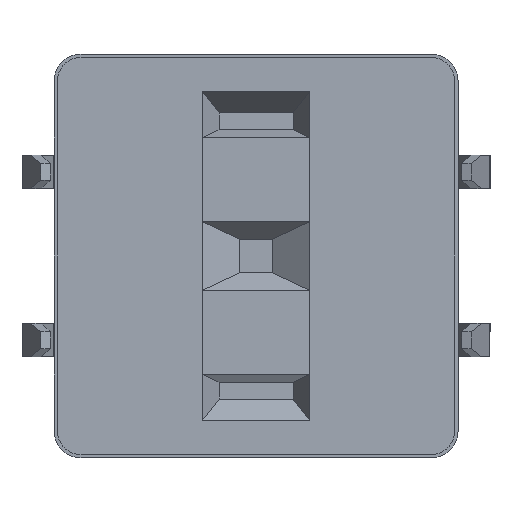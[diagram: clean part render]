
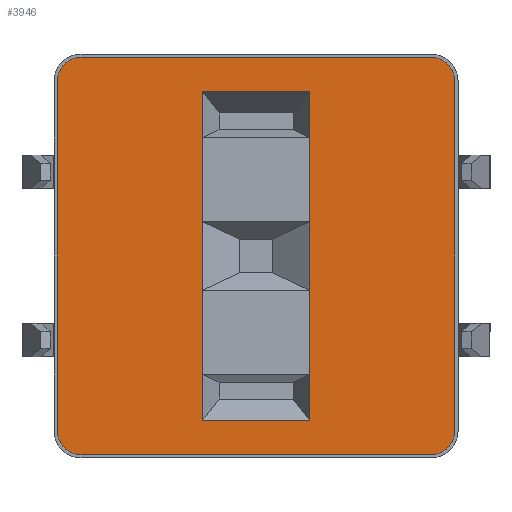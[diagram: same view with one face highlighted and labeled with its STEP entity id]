
A CAD part, front view. The second image highlights one B-rep face of the part: STEP entity #3946.
In plain terms, the highlighted planar face has unit normal (0, -1, 0).
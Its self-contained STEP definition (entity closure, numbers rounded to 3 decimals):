
#239=FACE_BOUND('',#726,.T.);
#317=CIRCLE('',#4267,0.7);
#318=CIRCLE('',#4270,0.7);
#319=CIRCLE('',#4273,0.7);
#320=CIRCLE('',#4276,0.7);
#483=FACE_OUTER_BOUND('',#725,.T.);
#725=EDGE_LOOP('',(#2994,#2995,#2996,#2997,#2998,#2999,#3000,#3001));
#726=EDGE_LOOP('',(#3002,#3003,#3004,#3005));
#1041=LINE('',#6044,#1467);
#1044=LINE('',#6052,#1470);
#1047=LINE('',#6060,#1473);
#1050=LINE('',#6067,#1476);
#1051=LINE('',#6071,#1477);
#1052=LINE('',#6073,#1478);
#1053=LINE('',#6075,#1479);
#1054=LINE('',#6076,#1480);
#1467=VECTOR('',#4891,1000.);
#1470=VECTOR('',#4900,1000.);
#1473=VECTOR('',#4909,1000.);
#1476=VECTOR('',#4918,1000.);
#1477=VECTOR('',#4921,1000.);
#1478=VECTOR('',#4922,1000.);
#1479=VECTOR('',#4923,1000.);
#1480=VECTOR('',#4924,1000.);
#1907=VERTEX_POINT('',#6037);
#1908=VERTEX_POINT('',#6038);
#1909=VERTEX_POINT('',#6043);
#1910=VERTEX_POINT('',#6047);
#1911=VERTEX_POINT('',#6051);
#1912=VERTEX_POINT('',#6055);
#1913=VERTEX_POINT('',#6059);
#1914=VERTEX_POINT('',#6063);
#1915=VERTEX_POINT('',#6069);
#1916=VERTEX_POINT('',#6070);
#1917=VERTEX_POINT('',#6072);
#1918=VERTEX_POINT('',#6074);
#2288=EDGE_CURVE('',#1907,#1908,#317,.T.);
#2291=EDGE_CURVE('',#1909,#1907,#1041,.T.);
#2293=EDGE_CURVE('',#1910,#1909,#318,.T.);
#2295=EDGE_CURVE('',#1911,#1910,#1044,.T.);
#2297=EDGE_CURVE('',#1912,#1911,#319,.T.);
#2299=EDGE_CURVE('',#1913,#1912,#1047,.T.);
#2301=EDGE_CURVE('',#1914,#1913,#320,.T.);
#2303=EDGE_CURVE('',#1908,#1914,#1050,.T.);
#2304=EDGE_CURVE('',#1915,#1916,#1051,.T.);
#2305=EDGE_CURVE('',#1917,#1915,#1052,.T.);
#2306=EDGE_CURVE('',#1918,#1917,#1053,.T.);
#2307=EDGE_CURVE('',#1916,#1918,#1054,.T.);
#2994=ORIENTED_EDGE('',*,*,#2291,.T.);
#2995=ORIENTED_EDGE('',*,*,#2288,.T.);
#2996=ORIENTED_EDGE('',*,*,#2303,.T.);
#2997=ORIENTED_EDGE('',*,*,#2301,.T.);
#2998=ORIENTED_EDGE('',*,*,#2299,.T.);
#2999=ORIENTED_EDGE('',*,*,#2297,.T.);
#3000=ORIENTED_EDGE('',*,*,#2295,.T.);
#3001=ORIENTED_EDGE('',*,*,#2293,.T.);
#3002=ORIENTED_EDGE('',*,*,#2304,.F.);
#3003=ORIENTED_EDGE('',*,*,#2305,.F.);
#3004=ORIENTED_EDGE('',*,*,#2306,.F.);
#3005=ORIENTED_EDGE('',*,*,#2307,.F.);
#3738=PLANE('',#4278);
#3946=ADVANCED_FACE('',(#483,#239),#3738,.T.);
#4267=AXIS2_PLACEMENT_3D('',#6039,#4885,#4886);
#4270=AXIS2_PLACEMENT_3D('',#6048,#4895,#4896);
#4273=AXIS2_PLACEMENT_3D('',#6056,#4904,#4905);
#4276=AXIS2_PLACEMENT_3D('',#6064,#4913,#4914);
#4278=AXIS2_PLACEMENT_3D('',#6068,#4919,#4920);
#4885=DIRECTION('center_axis',(0.,-1.,0.));
#4886=DIRECTION('ref_axis',(0.,0.,1.));
#4891=DIRECTION('',(0.,0.,1.));
#4895=DIRECTION('center_axis',(0.,-1.,0.));
#4896=DIRECTION('ref_axis',(0.,0.,-1.));
#4900=DIRECTION('',(1.,0.,0.));
#4904=DIRECTION('center_axis',(0.,-1.,0.));
#4905=DIRECTION('ref_axis',(0.,0.,1.));
#4909=DIRECTION('',(0.,0.,-1.));
#4913=DIRECTION('center_axis',(0.,-1.,0.));
#4914=DIRECTION('ref_axis',(0.,0.,1.));
#4918=DIRECTION('',(-1.,0.,0.));
#4919=DIRECTION('center_axis',(0.,-1.,0.));
#4920=DIRECTION('ref_axis',(0.,0.,-1.));
#4921=DIRECTION('',(0.,0.,1.));
#4922=DIRECTION('',(1.,0.,0.));
#4923=DIRECTION('',(0.,0.,-1.));
#4924=DIRECTION('',(-1.,0.,0.));
#6037=CARTESIAN_POINT('',(5.847,0.542,4.86));
#6038=CARTESIAN_POINT('',(5.147,0.542,5.56));
#6039=CARTESIAN_POINT('Origin',(5.147,0.542,4.86));
#6043=CARTESIAN_POINT('',(5.847,0.542,-5.54));
#6044=CARTESIAN_POINT('',(5.847,0.542,4.86));
#6047=CARTESIAN_POINT('',(5.147,0.542,-6.24));
#6048=CARTESIAN_POINT('Origin',(5.147,0.542,-5.54));
#6051=CARTESIAN_POINT('',(-5.253,0.542,-6.24));
#6052=CARTESIAN_POINT('',(5.147,0.542,-6.24));
#6055=CARTESIAN_POINT('',(-5.953,0.542,-5.54));
#6056=CARTESIAN_POINT('Origin',(-5.253,0.542,-5.54));
#6059=CARTESIAN_POINT('',(-5.953,0.542,4.86));
#6060=CARTESIAN_POINT('',(-5.953,0.542,4.86));
#6063=CARTESIAN_POINT('',(-5.253,0.542,5.56));
#6064=CARTESIAN_POINT('Origin',(-5.253,0.542,4.86));
#6067=CARTESIAN_POINT('',(5.147,0.542,5.56));
#6068=CARTESIAN_POINT('Origin',(-5.253,0.542,-5.54));
#6069=CARTESIAN_POINT('',(1.547,0.542,-5.24));
#6070=CARTESIAN_POINT('',(1.547,0.542,4.56));
#6071=CARTESIAN_POINT('',(1.547,0.542,4.56));
#6072=CARTESIAN_POINT('',(-1.653,0.542,-5.24));
#6073=CARTESIAN_POINT('',(1.547,0.542,-5.24));
#6074=CARTESIAN_POINT('',(-1.653,0.542,4.56));
#6075=CARTESIAN_POINT('',(-1.653,0.542,4.56));
#6076=CARTESIAN_POINT('',(1.547,0.542,4.56));
